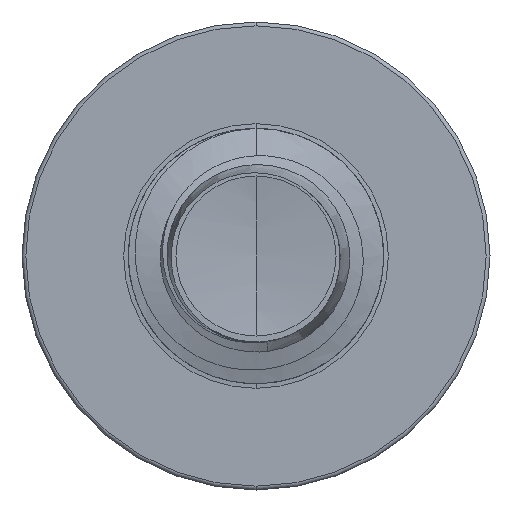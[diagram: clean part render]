
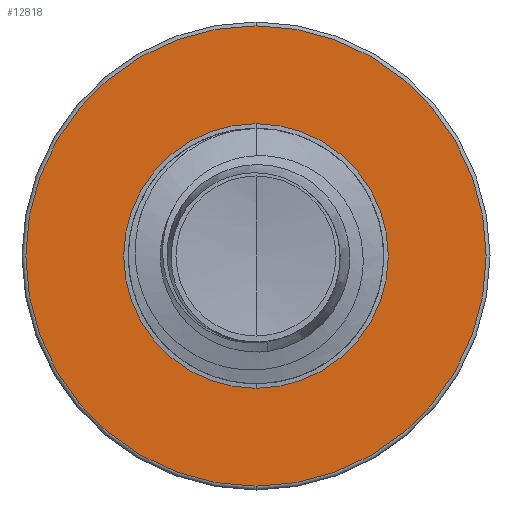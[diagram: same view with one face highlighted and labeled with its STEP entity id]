
A CAD part, front view. The second image highlights one B-rep face of the part: STEP entity #12818.
In plain terms, the highlighted planar face has unit normal (0, -1, 0).
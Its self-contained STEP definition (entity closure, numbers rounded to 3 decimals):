
#5 = EDGE_CURVE ( 'NONE', #5270, #6771, #2863, .T. ) ;
#40 = EDGE_CURVE ( 'NONE', #3415, #12036, #2834, .T. ) ;
#299 = ORIENTED_EDGE ( 'NONE', *, *, #5, .T. ) ;
#396 = ORIENTED_EDGE ( 'NONE', *, *, #3591, .T. ) ;
#497 = EDGE_LOOP ( 'NONE', ( #10181, #683 ) ) ;
#683 = ORIENTED_EDGE ( 'NONE', *, *, #40, .F. ) ;
#916 = CIRCLE ( 'NONE', #5742, 1.623 ) ;
#937 = CIRCLE ( 'NONE', #9154, 0.933 ) ;
#2834 = CIRCLE ( 'NONE', #7853, 1.623 ) ;
#2863 = CIRCLE ( 'NONE', #6488, 0.933 ) ;
#3221 = CARTESIAN_POINT ( 'NONE',  ( 0., 4., 0.933 ) ) ;
#3260 = DIRECTION ( 'NONE',  ( 0., 0., 1. ) ) ;
#3415 = VERTEX_POINT ( 'NONE', #5598 ) ;
#3465 = DIRECTION ( 'NONE',  ( 0., 0., 1. ) ) ;
#3591 = EDGE_CURVE ( 'NONE', #6771, #5270, #937, .T. ) ;
#3803 = CARTESIAN_POINT ( 'NONE',  ( 0., 4., 0. ) ) ;
#3871 = CARTESIAN_POINT ( 'NONE',  ( 0., 4., 0. ) ) ;
#4572 = EDGE_LOOP ( 'NONE', ( #299, #396 ) ) ;
#4686 = CARTESIAN_POINT ( 'NONE',  ( 0., 4., 1.623 ) ) ;
#5270 = VERTEX_POINT ( 'NONE', #3221 ) ;
#5306 = DIRECTION ( 'NONE',  ( 0., 0., 1. ) ) ;
#5310 = DIRECTION ( 'NONE',  ( 0., 1., 0. ) ) ;
#5319 = CARTESIAN_POINT ( 'NONE',  ( 0., 4., 0. ) ) ;
#5598 = CARTESIAN_POINT ( 'NONE',  ( 0., 4., -1.623 ) ) ;
#5742 = AXIS2_PLACEMENT_3D ( 'NONE', #12348, #6800, #13295 ) ;
#6488 = AXIS2_PLACEMENT_3D ( 'NONE', #3803, #8016, #3260 ) ;
#6771 = VERTEX_POINT ( 'NONE', #12264 ) ;
#6800 = DIRECTION ( 'NONE',  ( 0., 1., 0. ) ) ;
#7538 = AXIS2_PLACEMENT_3D ( 'NONE', #7868, #9957, #3465 ) ;
#7853 = AXIS2_PLACEMENT_3D ( 'NONE', #3871, #12766, #12747 ) ;
#7868 = CARTESIAN_POINT ( 'NONE',  ( 0., 4., -0.933 ) ) ;
#8016 = DIRECTION ( 'NONE',  ( 0., 1., 0. ) ) ;
#8636 = EDGE_CURVE ( 'NONE', #12036, #3415, #916, .T. ) ;
#8998 = PLANE ( 'NONE',  #7538 ) ;
#9154 = AXIS2_PLACEMENT_3D ( 'NONE', #5319, #5310, #5306 ) ;
#9242 = FACE_BOUND ( 'NONE', #4572, .T. ) ;
#9957 = DIRECTION ( 'NONE',  ( 0., 1., 0. ) ) ;
#10181 = ORIENTED_EDGE ( 'NONE', *, *, #8636, .F. ) ;
#11351 = FACE_OUTER_BOUND ( 'NONE', #497, .T. ) ;
#12036 = VERTEX_POINT ( 'NONE', #4686 ) ;
#12264 = CARTESIAN_POINT ( 'NONE',  ( 0., 4., -0.933 ) ) ;
#12348 = CARTESIAN_POINT ( 'NONE',  ( 0., 4., 0. ) ) ;
#12747 = DIRECTION ( 'NONE',  ( 0., 0., 1. ) ) ;
#12766 = DIRECTION ( 'NONE',  ( 0., 1., 0. ) ) ;
#12818 = ADVANCED_FACE ( 'NONE', ( #11351, #9242 ), #8998, .F. ) ;
#13295 = DIRECTION ( 'NONE',  ( 0., 0., 1. ) ) ;
